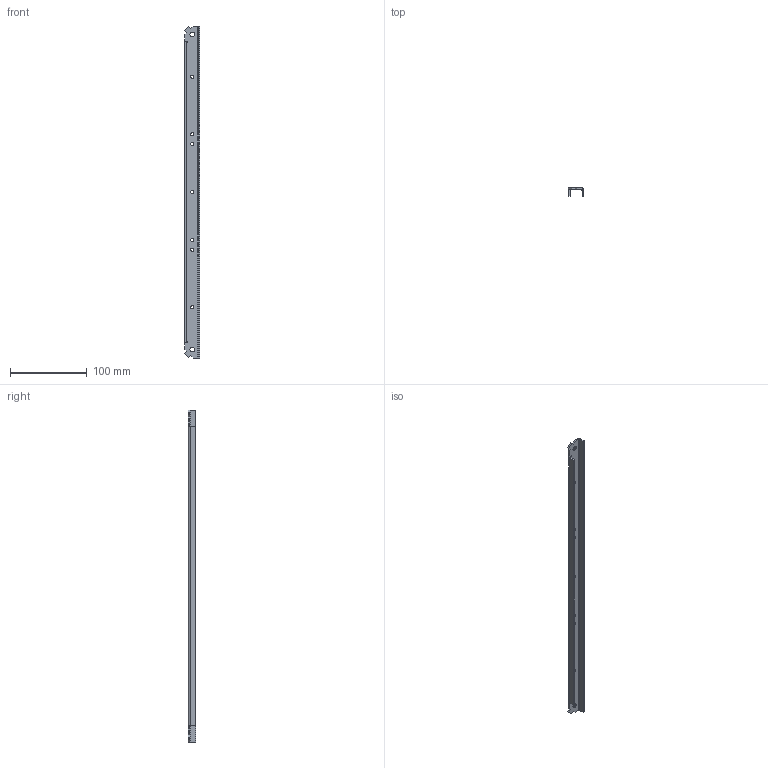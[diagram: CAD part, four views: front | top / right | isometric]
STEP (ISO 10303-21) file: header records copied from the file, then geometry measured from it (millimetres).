
FILE_DESCRIPTION (( 'STEP AP214' ), '1' );
FILE_NAME ('SB ARCA 50.STEP', '2013-10-14T11:45:22', ( 'KennethW' ), ( 'Microsoft' ), 'SwSTEP 2.0', 'SolidWorks 2013', '' );
FILE_SCHEMA (( 'AUTOMOTIVE_DESIGN' ));
Length unit declared in the file: millimetre
Products named in the file (1): SB ARCA 50
Bounding box: 20.67 x 10 x 432 mm (x, y, z)
Volume: 28583.7 mm3; surface area: 30747.2 mm2
Topology: 1 solids, 1 shells, 58 faces, 152 edges, 96 vertices
Faces by surface type: plane 36, cylinder 22
Entity records: 1842 total; most frequent: DIRECTION 314, CARTESIAN_POINT 307, ORIENTED_EDGE 304, EDGE_CURVE 152, VECTOR 108, LINE 108, AXIS2_PLACEMENT_3D 103, VERTEX_POINT 96
